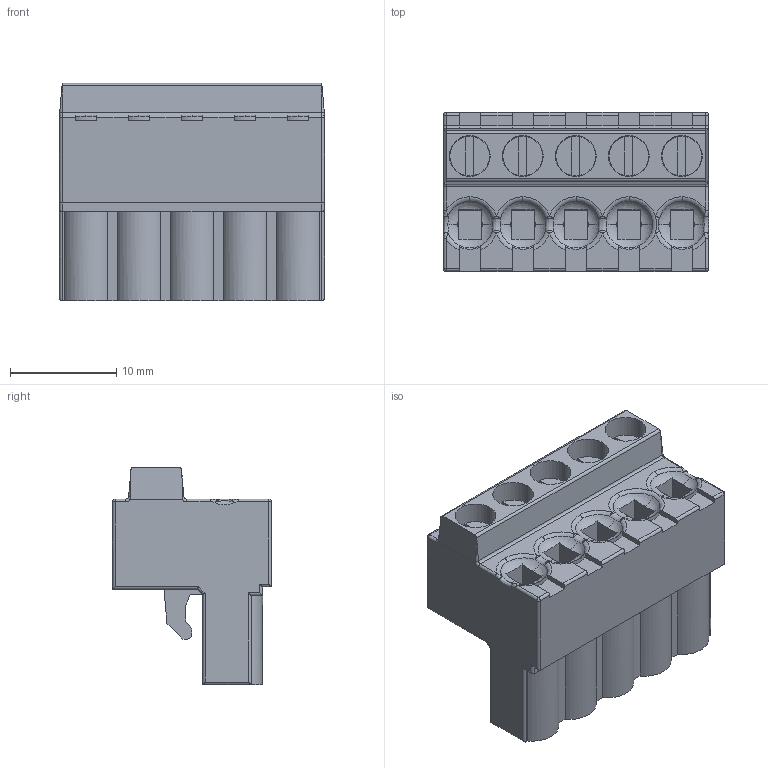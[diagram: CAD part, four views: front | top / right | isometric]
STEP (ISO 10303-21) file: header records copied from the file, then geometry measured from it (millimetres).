
FILE_DESCRIPTION (( 'STEP AP214' ), '1' );
FILE_NAME ('BX-RTB05-2.STEP', '2017-03-21T23:39:18', ( '' ), ( '' ), 'SwSTEP 2.0', 'SolidWorks 2016', '' );
FILE_SCHEMA (( 'AUTOMOTIVE_DESIGN' ));
Length unit declared in the file: millimetre
Products named in the file (1): BX-RTB05-2
Bounding box: 25 x 15 x 20.5 mm (x, y, z)
Volume: 4194.8 mm3; surface area: 3111.4 mm2
Topology: 1 solids, 1 shells, 372 faces, 946 edges, 593 vertices
Faces by surface type: plane 207, cylinder 102, torus 29, sphere 14, cone 10, bspline 10
Entity records: 11901 total; most frequent: CARTESIAN_POINT 2628, ORIENTED_EDGE 1884, DIRECTION 1855, EDGE_CURVE 942, AXIS2_PLACEMENT_3D 660, VERTEX_POINT 593, LINE 535, VECTOR 535
